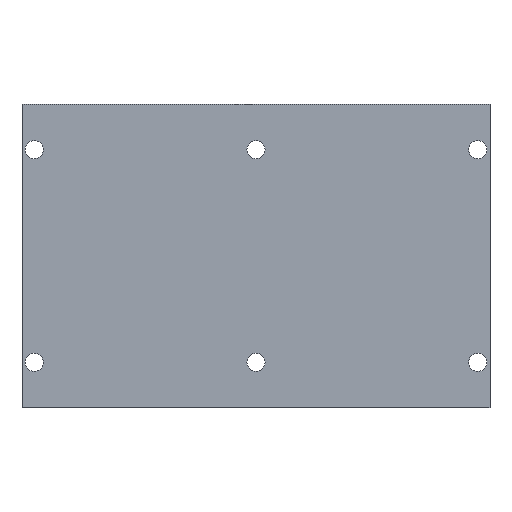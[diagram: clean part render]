
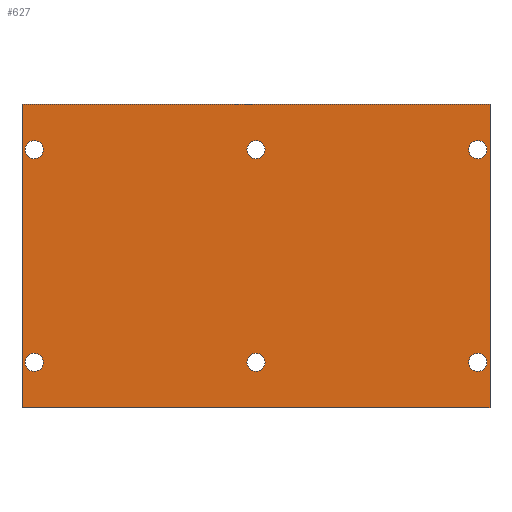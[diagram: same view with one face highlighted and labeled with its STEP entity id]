
A CAD part, top view. The second image highlights one B-rep face of the part: STEP entity #627.
In plain terms, the highlighted planar face has unit normal (0, 0, 1).
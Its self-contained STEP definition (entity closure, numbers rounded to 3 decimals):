
#2 = ORIENTED_EDGE ( 'NONE', *, *, #291, .F. ) ;
#5 = CARTESIAN_POINT ( 'NONE',  ( -227., 100., 0.5 ) ) ;
#10 = DIRECTION ( 'NONE',  ( 0., -1., 0. ) ) ;
#11 = CARTESIAN_POINT ( 'NONE',  ( -67., 70., 0.5 ) ) ;
#13 = LINE ( 'NONE', #196, #164 ) ;
#14 = CARTESIAN_POINT ( 'NONE',  ( 67., -70., 0.5 ) ) ;
#16 = CIRCLE ( 'NONE', #237, 6. ) ;
#19 = CARTESIAN_POINT ( 'NONE',  ( -73., 70., 0.5 ) ) ;
#20 = EDGE_CURVE ( 'NONE', #207, #205, #558, .T. ) ;
#23 = DIRECTION ( 'NONE',  ( 1., 0., 0. ) ) ;
#30 = VERTEX_POINT ( 'NONE', #11 ) ;
#34 = CARTESIAN_POINT ( 'NONE',  ( -227., -100., 0.5 ) ) ;
#37 = CIRCLE ( 'NONE', #284, 6. ) ;
#39 = EDGE_LOOP ( 'NONE', ( #240, #623 ) ) ;
#43 = DIRECTION ( 'NONE',  ( 0., 0., 1. ) ) ;
#52 = AXIS2_PLACEMENT_3D ( 'NONE', #19, #613, #23 ) ;
#53 = EDGE_CURVE ( 'NONE', #344, #384, #513, .T. ) ;
#54 = DIRECTION ( 'NONE',  ( 1., 0., 0. ) ) ;
#61 = AXIS2_PLACEMENT_3D ( 'NONE', #464, #169, #512 ) ;
#63 = EDGE_LOOP ( 'NONE', ( #141, #594, #151, #380 ) ) ;
#72 = DIRECTION ( 'NONE',  ( 1., 0., 0. ) ) ;
#74 = CARTESIAN_POINT ( 'NONE',  ( -79., 70., 0.5 ) ) ;
#86 = AXIS2_PLACEMENT_3D ( 'NONE', #474, #471, #221 ) ;
#96 = EDGE_CURVE ( 'NONE', #205, #207, #308, .T. ) ;
#97 = VERTEX_POINT ( 'NONE', #74 ) ;
#98 = DIRECTION ( 'NONE',  ( 0., 1., 0. ) ) ;
#100 = CARTESIAN_POINT ( 'NONE',  ( 81., -100., 0.5 ) ) ;
#106 = CARTESIAN_POINT ( 'NONE',  ( -73., -70., 0.5 ) ) ;
#112 = DIRECTION ( 'NONE',  ( 1., 0., 0. ) ) ;
#120 = CARTESIAN_POINT ( 'NONE',  ( -225., 70., 0.5 ) ) ;
#123 = DIRECTION ( 'NONE',  ( 0., 0., 1. ) ) ;
#132 = EDGE_CURVE ( 'NONE', #311, #576, #204, .T. ) ;
#138 = DIRECTION ( 'NONE',  ( 0., 0., 1. ) ) ;
#141 = ORIENTED_EDGE ( 'NONE', *, *, #363, .T. ) ;
#151 = ORIENTED_EDGE ( 'NONE', *, *, #255, .T. ) ;
#159 = DIRECTION ( 'NONE',  ( 0., 0., 1. ) ) ;
#164 = VECTOR ( 'NONE', #495, 1000. ) ;
#166 = ORIENTED_EDGE ( 'NONE', *, *, #450, .F. ) ;
#167 = EDGE_CURVE ( 'NONE', #235, #407, #37, .T. ) ;
#169 = DIRECTION ( 'NONE',  ( 0., 0., 1. ) ) ;
#170 = CARTESIAN_POINT ( 'NONE',  ( 73., 70., 0.5 ) ) ;
#171 = LINE ( 'NONE', #590, #285 ) ;
#173 = PLANE ( 'NONE',  #586 ) ;
#174 = VERTEX_POINT ( 'NONE', #486 ) ;
#178 = ORIENTED_EDGE ( 'NONE', *, *, #167, .F. ) ;
#180 = CIRCLE ( 'NONE', #187, 6. ) ;
#184 = AXIS2_PLACEMENT_3D ( 'NONE', #315, #565, #461 ) ;
#187 = AXIS2_PLACEMENT_3D ( 'NONE', #106, #159, #112 ) ;
#193 = FACE_BOUND ( 'NONE', #633, .T. ) ;
#194 = VERTEX_POINT ( 'NONE', #34 ) ;
#196 = CARTESIAN_POINT ( 'NONE',  ( 65., -100., 0.5 ) ) ;
#204 = CIRCLE ( 'NONE', #247, 6. ) ;
#205 = VERTEX_POINT ( 'NONE', #232 ) ;
#207 = VERTEX_POINT ( 'NONE', #481 ) ;
#209 = DIRECTION ( 'NONE',  ( 0., 0., -1. ) ) ;
#219 = FACE_OUTER_BOUND ( 'NONE', #63, .T. ) ;
#221 = DIRECTION ( 'NONE',  ( -1., 0., 0. ) ) ;
#225 = DIRECTION ( 'NONE',  ( 0., 0., 1. ) ) ;
#232 = CARTESIAN_POINT ( 'NONE',  ( -225., -70., 0.5 ) ) ;
#235 = VERTEX_POINT ( 'NONE', #339 ) ;
#237 = AXIS2_PLACEMENT_3D ( 'NONE', #392, #238, #54 ) ;
#238 = DIRECTION ( 'NONE',  ( 0., 0., 1. ) ) ;
#239 = CARTESIAN_POINT ( 'NONE',  ( 67., 70., 0.5 ) ) ;
#240 = ORIENTED_EDGE ( 'NONE', *, *, #96, .F. ) ;
#244 = AXIS2_PLACEMENT_3D ( 'NONE', #369, #265, #72 ) ;
#245 = EDGE_CURVE ( 'NONE', #617, #608, #569, .T. ) ;
#247 = AXIS2_PLACEMENT_3D ( 'NONE', #430, #225, #533 ) ;
#249 = ORIENTED_EDGE ( 'NONE', *, *, #332, .F. ) ;
#250 = FACE_BOUND ( 'NONE', #39, .T. ) ;
#251 = CARTESIAN_POINT ( 'NONE',  ( 79., 70., 0.5 ) ) ;
#255 = EDGE_CURVE ( 'NONE', #174, #478, #171, .T. ) ;
#264 = AXIS2_PLACEMENT_3D ( 'NONE', #547, #347, #445 ) ;
#265 = DIRECTION ( 'NONE',  ( 0., 0., 1. ) ) ;
#269 = ORIENTED_EDGE ( 'NONE', *, *, #581, .F. ) ;
#275 = CIRCLE ( 'NONE', #61, 6. ) ;
#277 = ORIENTED_EDGE ( 'NONE', *, *, #132, .F. ) ;
#281 = EDGE_CURVE ( 'NONE', #401, #174, #543, .T. ) ;
#284 = AXIS2_PLACEMENT_3D ( 'NONE', #432, #138, #378 ) ;
#285 = VECTOR ( 'NONE', #641, 1000. ) ;
#290 = CARTESIAN_POINT ( 'NONE',  ( -219., 70., 0.5 ) ) ;
#291 = EDGE_CURVE ( 'NONE', #576, #311, #458, .T. ) ;
#299 = CARTESIAN_POINT ( 'NONE',  ( 79., -70., 0.5 ) ) ;
#308 = CIRCLE ( 'NONE', #86, 6. ) ;
#311 = VERTEX_POINT ( 'NONE', #299 ) ;
#315 = CARTESIAN_POINT ( 'NONE',  ( -219., -70., 0.5 ) ) ;
#327 = FACE_BOUND ( 'NONE', #559, .T. ) ;
#332 = EDGE_CURVE ( 'NONE', #97, #30, #16, .T. ) ;
#339 = CARTESIAN_POINT ( 'NONE',  ( -67., -70., 0.5 ) ) ;
#343 = CARTESIAN_POINT ( 'NONE',  ( 81., 100., 0.5 ) ) ;
#344 = VERTEX_POINT ( 'NONE', #239 ) ;
#347 = DIRECTION ( 'NONE',  ( 0., 0., 1. ) ) ;
#348 = CARTESIAN_POINT ( 'NONE',  ( -79., -70., 0.5 ) ) ;
#360 = CIRCLE ( 'NONE', #244, 6. ) ;
#363 = EDGE_CURVE ( 'NONE', #194, #401, #13, .T. ) ;
#367 = ORIENTED_EDGE ( 'NONE', *, *, #592, .F. ) ;
#369 = CARTESIAN_POINT ( 'NONE',  ( 73., 70., 0.5 ) ) ;
#378 = DIRECTION ( 'NONE',  ( 1., 0., 0. ) ) ;
#380 = ORIENTED_EDGE ( 'NONE', *, *, #521, .T. ) ;
#384 = VERTEX_POINT ( 'NONE', #251 ) ;
#392 = CARTESIAN_POINT ( 'NONE',  ( -73., 70., 0.5 ) ) ;
#401 = VERTEX_POINT ( 'NONE', #100 ) ;
#407 = VERTEX_POINT ( 'NONE', #348 ) ;
#415 = ORIENTED_EDGE ( 'NONE', *, *, #53, .F. ) ;
#425 = VECTOR ( 'NONE', #98, 1000. ) ;
#430 = CARTESIAN_POINT ( 'NONE',  ( 73., -70., 0.5 ) ) ;
#432 = CARTESIAN_POINT ( 'NONE',  ( -73., -70., 0.5 ) ) ;
#445 = DIRECTION ( 'NONE',  ( 1., 0., 0. ) ) ;
#450 = EDGE_CURVE ( 'NONE', #407, #235, #180, .T. ) ;
#458 = CIRCLE ( 'NONE', #264, 6. ) ;
#460 = CARTESIAN_POINT ( 'NONE',  ( -213., 70., 0.5 ) ) ;
#461 = DIRECTION ( 'NONE',  ( -1., 0., 0. ) ) ;
#464 = CARTESIAN_POINT ( 'NONE',  ( -219., 70., 0.5 ) ) ;
#468 = DIRECTION ( 'NONE',  ( 1., 0., 0. ) ) ;
#471 = DIRECTION ( 'NONE',  ( 0., 0., 1. ) ) ;
#473 = EDGE_LOOP ( 'NONE', ( #2, #277 ) ) ;
#474 = CARTESIAN_POINT ( 'NONE',  ( -219., -70., 0.5 ) ) ;
#478 = VERTEX_POINT ( 'NONE', #506 ) ;
#481 = CARTESIAN_POINT ( 'NONE',  ( -213., -70., 0.5 ) ) ;
#486 = CARTESIAN_POINT ( 'NONE',  ( 81., 100., 0.5 ) ) ;
#491 = CIRCLE ( 'NONE', #52, 6. ) ;
#495 = DIRECTION ( 'NONE',  ( 1., 0., 0. ) ) ;
#506 = CARTESIAN_POINT ( 'NONE',  ( -227., 100., 0.5 ) ) ;
#511 = DIRECTION ( 'NONE',  ( -1., 0., 0. ) ) ;
#512 = DIRECTION ( 'NONE',  ( -1., 0., 0. ) ) ;
#513 = CIRCLE ( 'NONE', #566, 6. ) ;
#516 = ORIENTED_EDGE ( 'NONE', *, *, #601, .F. ) ;
#521 = EDGE_CURVE ( 'NONE', #478, #194, #560, .T. ) ;
#533 = DIRECTION ( 'NONE',  ( 1., 0., 0. ) ) ;
#542 = EDGE_LOOP ( 'NONE', ( #611, #269 ) ) ;
#543 = LINE ( 'NONE', #343, #425 ) ;
#547 = CARTESIAN_POINT ( 'NONE',  ( 73., -70., 0.5 ) ) ;
#551 = EDGE_LOOP ( 'NONE', ( #249, #516 ) ) ;
#558 = CIRCLE ( 'NONE', #184, 6. ) ;
#559 = EDGE_LOOP ( 'NONE', ( #166, #178 ) ) ;
#560 = LINE ( 'NONE', #5, #631 ) ;
#565 = DIRECTION ( 'NONE',  ( 0., 0., 1. ) ) ;
#566 = AXIS2_PLACEMENT_3D ( 'NONE', #170, #123, #468 ) ;
#569 = CIRCLE ( 'NONE', #610, 6. ) ;
#576 = VERTEX_POINT ( 'NONE', #14 ) ;
#581 = EDGE_CURVE ( 'NONE', #608, #617, #275, .T. ) ;
#586 = AXIS2_PLACEMENT_3D ( 'NONE', #614, #209, #511 ) ;
#590 = CARTESIAN_POINT ( 'NONE',  ( 65., 100., 0.5 ) ) ;
#591 = DIRECTION ( 'NONE',  ( -1., 0., 0. ) ) ;
#592 = EDGE_CURVE ( 'NONE', #384, #344, #360, .T. ) ;
#594 = ORIENTED_EDGE ( 'NONE', *, *, #281, .T. ) ;
#601 = EDGE_CURVE ( 'NONE', #30, #97, #491, .T. ) ;
#608 = VERTEX_POINT ( 'NONE', #460 ) ;
#609 = FACE_BOUND ( 'NONE', #473, .T. ) ;
#610 = AXIS2_PLACEMENT_3D ( 'NONE', #290, #43, #591 ) ;
#611 = ORIENTED_EDGE ( 'NONE', *, *, #245, .F. ) ;
#613 = DIRECTION ( 'NONE',  ( 0., 0., 1. ) ) ;
#614 = CARTESIAN_POINT ( 'NONE',  ( 0., 0., 0.5 ) ) ;
#617 = VERTEX_POINT ( 'NONE', #120 ) ;
#622 = FACE_BOUND ( 'NONE', #542, .T. ) ;
#623 = ORIENTED_EDGE ( 'NONE', *, *, #20, .F. ) ;
#627 = ADVANCED_FACE ( 'NONE', ( #219, #609, #193, #642, #327, #250, #622 ), #173, .F. ) ;
#631 = VECTOR ( 'NONE', #10, 1000. ) ;
#633 = EDGE_LOOP ( 'NONE', ( #415, #367 ) ) ;
#641 = DIRECTION ( 'NONE',  ( -1., 0., 0. ) ) ;
#642 = FACE_BOUND ( 'NONE', #551, .T. ) ;
